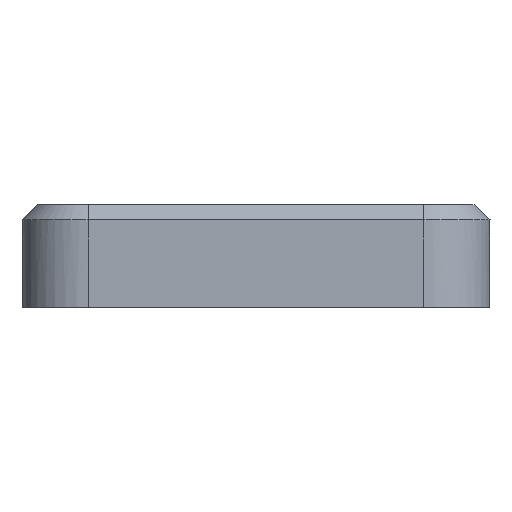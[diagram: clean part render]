
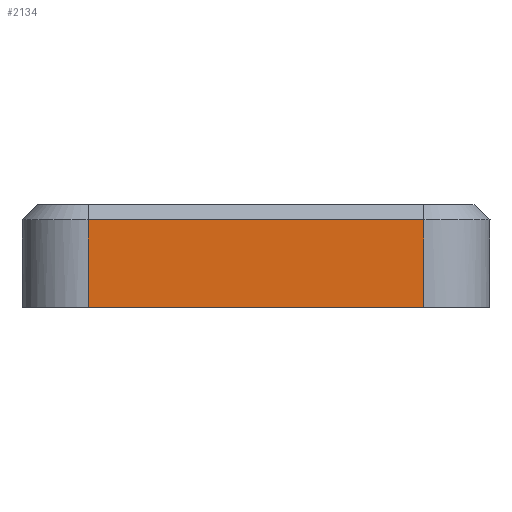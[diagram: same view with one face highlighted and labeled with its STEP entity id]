
A CAD part, left-side view. The second image highlights one B-rep face of the part: STEP entity #2134.
In plain terms, the highlighted planar face has unit normal (-1, 0, 0).
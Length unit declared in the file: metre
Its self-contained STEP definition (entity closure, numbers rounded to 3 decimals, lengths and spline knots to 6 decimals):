
#372=ORIENTED_EDGE('',*,*,#897,.F.);
#373=ORIENTED_EDGE('',*,*,#898,.T.);
#374=ORIENTED_EDGE('',*,*,#894,.T.);
#375=ORIENTED_EDGE('',*,*,#899,.T.);
#894=EDGE_CURVE('',#1150,#1151,#1386,.T.);
#897=EDGE_CURVE('',#1152,#1153,#1387,.T.);
#898=EDGE_CURVE('',#1152,#1150,#1388,.T.);
#899=EDGE_CURVE('',#1151,#1153,#1389,.T.);
#1150=VERTEX_POINT('',#3283);
#1151=VERTEX_POINT('',#3284);
#1152=VERTEX_POINT('',#3293);
#1153=VERTEX_POINT('',#3294);
#1386=LINE('',#3282,#1636);
#1387=LINE('',#3292,#1637);
#1388=LINE('',#3295,#1638);
#1389=LINE('',#3296,#1639);
#1636=VECTOR('',#2660,1.);
#1637=VECTOR('',#2665,1.);
#1638=VECTOR('',#2666,1.);
#1639=VECTOR('',#2667,1.);
#1766=EDGE_LOOP('',(#372,#373,#374,#375));
#1918=FACE_BOUND('',#1766,.T.);
#2050=PLANE('',#2267);
#2134=ADVANCED_FACE('',(#1918),#2050,.F.);
#2267=AXIS2_PLACEMENT_3D('',#3291,#2663,#2664);
#2660=DIRECTION('',(0.,0.,-1.));
#2663=DIRECTION('',(1.,0.,0.));
#2664=DIRECTION('',(0.,1.,0.));
#2665=DIRECTION('',(0.,0.,-1.));
#2666=DIRECTION('',(0.,1.,0.));
#2667=DIRECTION('',(0.,-1.,0.));
#3282=CARTESIAN_POINT('',(-0.0955,0.016533,0.0016));
#3283=CARTESIAN_POINT('',(-0.0955,0.016533,0.0001));
#3284=CARTESIAN_POINT('',(-0.0955,0.016533,-0.0085));
#3291=CARTESIAN_POINT('',(-0.0955,0.000016,0.0016));
#3292=CARTESIAN_POINT('',(-0.0955,-0.0165,0.0016));
#3293=CARTESIAN_POINT('',(-0.0955,-0.0165,0.0001));
#3294=CARTESIAN_POINT('',(-0.0955,-0.0165,-0.0085));
#3295=CARTESIAN_POINT('',(-0.0955,0.016533,0.0001));
#3296=CARTESIAN_POINT('',(-0.0955,0.000016,-0.0085));
